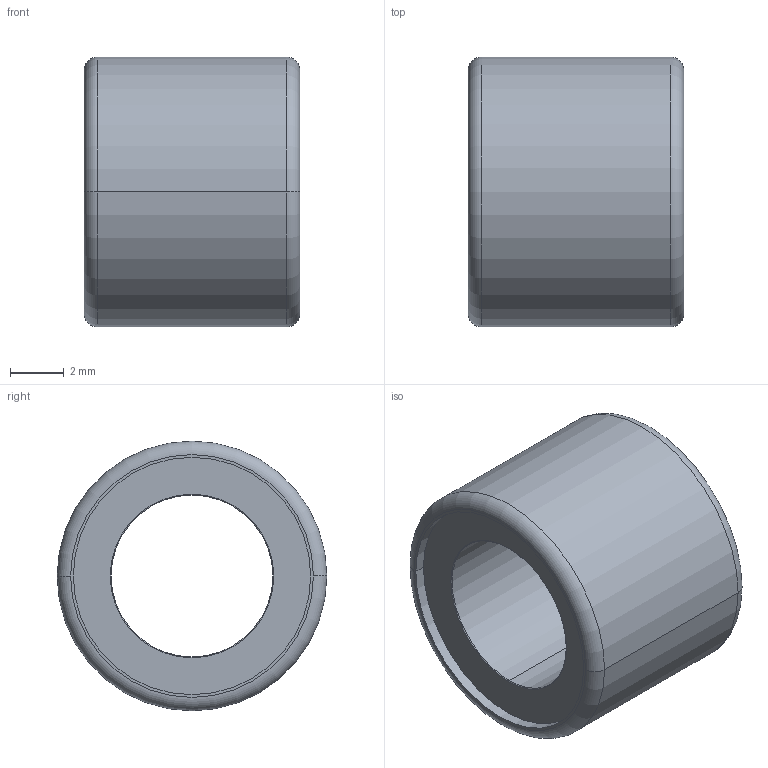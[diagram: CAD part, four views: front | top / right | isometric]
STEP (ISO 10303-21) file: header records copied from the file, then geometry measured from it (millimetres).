
FILE_DESCRIPTION (( 'STEP AP214' ), '1' );
FILE_NAME ('needle_roller_bearing_6-10-8.step', '2023-05-17T11:18:23', ( '' ), ( '' ), 'SwSTEP 2.0', 'SolidWorks 2022', '' );
FILE_SCHEMA (( 'AUTOMOTIVE_DESIGN' ));
Length unit declared in the file: millimetre
Products named in the file (1): needle_roller_bearing_6-10-8
Bounding box: 8 x 10 x 10 mm (x, y, z)
Volume: 367.3 mm3; surface area: 521.6 mm2
Topology: 1 solids, 1 shells, 30 faces, 64 edges, 40 vertices
Faces by surface type: torus 12, cylinder 12, plane 6
Entity records: 874 total; most frequent: DIRECTION 178, CARTESIAN_POINT 135, ORIENTED_EDGE 128, AXIS2_PLACEMENT_3D 83, EDGE_CURVE 64, CIRCLE 52, VERTEX_POINT 40, EDGE_LOOP 36
